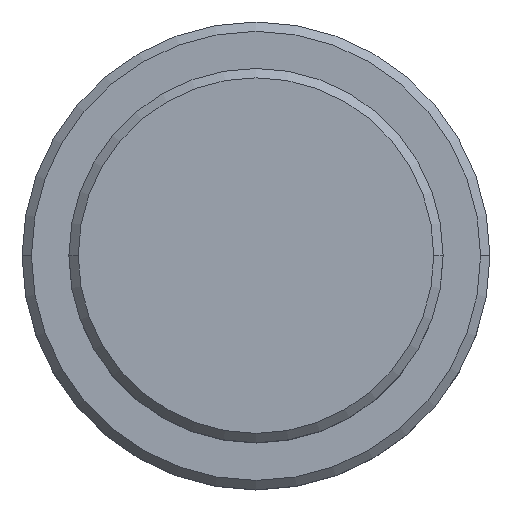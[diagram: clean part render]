
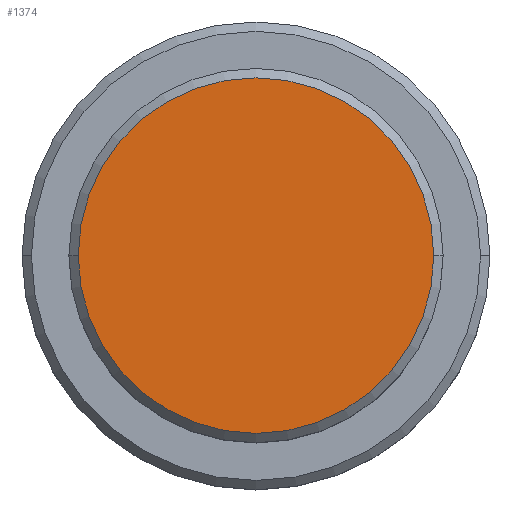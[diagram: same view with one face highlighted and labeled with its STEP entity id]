
A CAD part, top view. The second image highlights one B-rep face of the part: STEP entity #1374.
In plain terms, the highlighted planar face has unit normal (0, 0, 1).
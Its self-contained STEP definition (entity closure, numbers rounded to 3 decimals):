
#9 = CARTESIAN_POINT ( 'NONE',  ( -9.5, 0., 0. ) ) ;
#11 = DIRECTION ( 'NONE',  ( 0., 0., 1. ) ) ;
#61 = ORIENTED_EDGE ( 'NONE', *, *, #1173, .T. ) ;
#64 = AXIS2_PLACEMENT_3D ( 'NONE', #671, #146, #687 ) ;
#146 = DIRECTION ( 'NONE',  ( 0., 0., 1. ) ) ;
#168 = ORIENTED_EDGE ( 'NONE', *, *, #1208, .T. ) ;
#170 = EDGE_LOOP ( 'NONE', ( #61, #168 ) ) ;
#179 = AXIS2_PLACEMENT_3D ( 'NONE', #683, #11, #1225 ) ;
#304 = PLANE ( 'NONE',  #959 ) ;
#597 = VERTEX_POINT ( 'NONE', #1219 ) ;
#621 = CARTESIAN_POINT ( 'NONE',  ( 0., 0., 0. ) ) ;
#644 = CIRCLE ( 'NONE', #179, 9.5 ) ;
#671 = CARTESIAN_POINT ( 'NONE',  ( 0., 0., 0. ) ) ;
#683 = CARTESIAN_POINT ( 'NONE',  ( 0., 0., 0. ) ) ;
#687 = DIRECTION ( 'NONE',  ( 1., 0., 0. ) ) ;
#732 = DIRECTION ( 'NONE',  ( 1., 0., 0. ) ) ;
#936 = CIRCLE ( 'NONE', #64, 9.5 ) ;
#959 = AXIS2_PLACEMENT_3D ( 'NONE', #621, #964, #732 ) ;
#964 = DIRECTION ( 'NONE',  ( 0., 0., 1. ) ) ;
#1023 = VERTEX_POINT ( 'NONE', #9 ) ;
#1053 = FACE_OUTER_BOUND ( 'NONE', #170, .T. ) ;
#1173 = EDGE_CURVE ( 'NONE', #1023, #597, #936, .T. ) ;
#1208 = EDGE_CURVE ( 'NONE', #597, #1023, #644, .T. ) ;
#1219 = CARTESIAN_POINT ( 'NONE',  ( 9.5, 0., 0. ) ) ;
#1225 = DIRECTION ( 'NONE',  ( 1., 0., 0. ) ) ;
#1374 = ADVANCED_FACE ( 'NONE', ( #1053 ), #304, .T. ) ;
